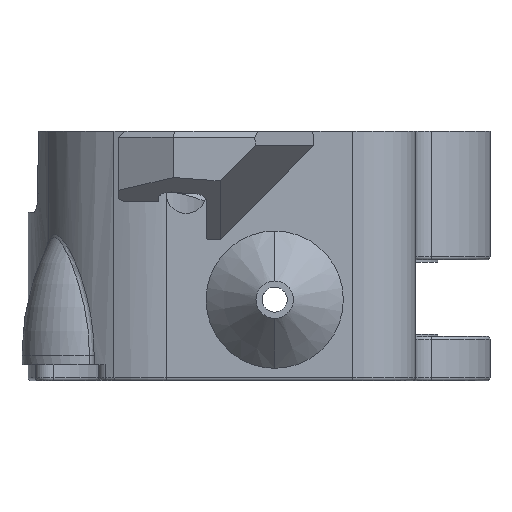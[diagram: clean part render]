
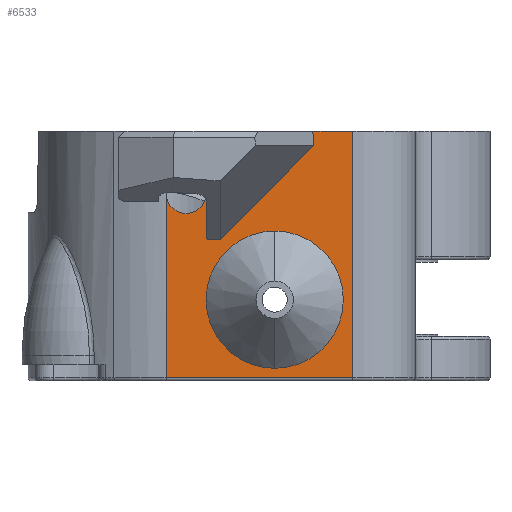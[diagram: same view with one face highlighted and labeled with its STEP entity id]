
A CAD part, front view. The second image highlights one B-rep face of the part: STEP entity #6533.
In plain terms, the highlighted planar face has unit normal (0, -1, 0).
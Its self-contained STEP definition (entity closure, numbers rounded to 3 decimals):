
#486 = CARTESIAN_POINT ( 'NONE',  ( 5.75, -16.35, 13. ) ) ;
#487 = DIRECTION ( 'NONE',  ( 0., 1., 0. ) ) ;
#488 = DIRECTION ( 'NONE',  ( 0., 0., 1. ) ) ;
#847 = CARTESIAN_POINT ( 'NONE',  ( 17., -16.35, 26.5 ) ) ;
#851 = PLANE ( 'NONE',  #6701 ) ;
#856 = DIRECTION ( 'NONE',  ( 0., 1., 0. ) ) ;
#857 = DIRECTION ( 'NONE',  ( 0., 0., 1. ) ) ;
#1115 = DIRECTION ( 'NONE',  ( 0., 0., -1. ) ) ;
#1127 = CARTESIAN_POINT ( 'NONE',  ( 0.25, -16.35, 26.5 ) ) ;
#1175 = DIRECTION ( 'NONE',  ( 1., 0., 0. ) ) ;
#1183 = CARTESIAN_POINT ( 'NONE',  ( 17., -16.35, 26.5 ) ) ;
#1311 = CARTESIAN_POINT ( 'NONE',  ( 8.803, -16.35, 26.5 ) ) ;
#1313 = CARTESIAN_POINT ( 'NONE',  ( 12., -16.35, 6.75 ) ) ;
#1320 = CARTESIAN_POINT ( 'NONE',  ( 12., -16.35, 26.5 ) ) ;
#1321 = CARTESIAN_POINT ( 'NONE',  ( -2.957, -16.35, 26.007 ) ) ;
#1325 = CARTESIAN_POINT ( 'NONE',  ( -2.95, -16.35, 26. ) ) ;
#1354 = CARTESIAN_POINT ( 'NONE',  ( 1.375, -16.35, 17.786 ) ) ;
#1361 = CARTESIAN_POINT ( 'NONE',  ( 0.25, -16.35, 17.867 ) ) ;
#1371 = CARTESIAN_POINT ( 'NONE',  ( -2.957, -16.35, 6.75 ) ) ;
#1409 = CARTESIAN_POINT ( 'NONE',  ( 0.25, -16.35, 21.5 ) ) ;
#1429 = CARTESIAN_POINT ( 'NONE',  ( 8.894, -16.35, 25.367 ) ) ;
#1436 = CARTESIAN_POINT ( 'NONE',  ( -2.95, -16.35, 21.5 ) ) ;
#1543 = CARTESIAN_POINT ( 'NONE',  ( 5.75, -16.35, 18.5 ) ) ;
#1596 = CARTESIAN_POINT ( 'NONE',  ( 5.75, -16.35, 7.5 ) ) ;
#2380 = CARTESIAN_POINT ( 'NONE',  ( 16.293, -16.35, 16.708 ) ) ;
#2381 = CARTESIAN_POINT ( 'NONE',  ( 12., -16.35, 6.75 ) ) ;
#2389 = CARTESIAN_POINT ( 'NONE',  ( -2.957, -16.35, 26.5 ) ) ;
#2390 = DIRECTION ( 'NONE',  ( 0., 0., -1. ) ) ;
#2391 = DIRECTION ( 'NONE',  ( 0., 0., 1. ) ) ;
#2392 = DIRECTION ( 'NONE',  ( 1., 0., 0. ) ) ;
#2393 = CARTESIAN_POINT ( 'NONE',  ( 12., -16.35, 26.5 ) ) ;
#2394 = DIRECTION ( 'NONE',  ( 0., 0., 1. ) ) ;
#2395 = CARTESIAN_POINT ( 'NONE',  ( 8.856, -16.35, 25.845 ) ) ;
#2396 = DIRECTION ( 'NONE',  ( 0.08, 0., -0.997 ) ) ;
#2397 = CARTESIAN_POINT ( 'NONE',  ( 0.25, -16.35, 16.651 ) ) ;
#2398 = CARTESIAN_POINT ( 'NONE',  ( -2.95, -16.35, 21.7 ) ) ;
#2399 = DIRECTION ( 'NONE',  ( 0.704, 0., 0.71 ) ) ;
#2400 = DIRECTION ( 'NONE',  ( -0.997, 0., 0.072 ) ) ;
#2401 = CARTESIAN_POINT ( 'NONE',  ( -1.35, -16.35, 21.5 ) ) ;
#2402 = DIRECTION ( 'NONE',  ( 0., 1., 0. ) ) ;
#2403 = DIRECTION ( 'NONE',  ( 0., 0., -1. ) ) ;
#2404 = CARTESIAN_POINT ( 'NONE',  ( -2.95, -16.35, 26. ) ) ;
#2405 = DIRECTION ( 'NONE',  ( -0.707, 0., 0.707 ) ) ;
#2408 = CARTESIAN_POINT ( 'NONE',  ( 5.75, -16.35, 13. ) ) ;
#2409 = DIRECTION ( 'NONE',  ( 0., 1., 0. ) ) ;
#2410 = DIRECTION ( 'NONE',  ( 0., 0., 1. ) ) ;
#3195 = VERTEX_POINT ( 'NONE', #1436 ) ;
#3208 = VERTEX_POINT ( 'NONE', #1429 ) ;
#3478 = VERTEX_POINT ( 'NONE', #1409 ) ;
#3596 = EDGE_LOOP ( 'NONE', ( #8314, #8196 ) ) ;
#3609 = VERTEX_POINT ( 'NONE', #1371 ) ;
#3705 = VERTEX_POINT ( 'NONE', #1361 ) ;
#3738 = VERTEX_POINT ( 'NONE', #1354 ) ;
#3938 = VERTEX_POINT ( 'NONE', #1325 ) ;
#3956 = EDGE_LOOP ( 'NONE', ( #7862, #8012, #8143, #8498, #8433, #8104, #8328, #7949, #7743, #8337, #8158 ) ) ;
#3975 = VERTEX_POINT ( 'NONE', #1321 ) ;
#3979 = VERTEX_POINT ( 'NONE', #1320 ) ;
#3982 = VERTEX_POINT ( 'NONE', #1313 ) ;
#3984 = VERTEX_POINT ( 'NONE', #1311 ) ;
#4060 = LINE ( 'NONE', #1183, #4063 ) ;
#4063 = VECTOR ( 'NONE', #1175, 1000. ) ;
#4074 = LINE ( 'NONE', #1127, #4081 ) ;
#4081 = VECTOR ( 'NONE', #1115, 1000. ) ;
#4238 = CIRCLE ( 'NONE', #6660, 5.5 ) ;
#4391 = FACE_OUTER_BOUND ( 'NONE', #3956, .T. ) ;
#4395 = FACE_BOUND ( 'NONE', #3596, .T. ) ;
#4610 = LINE ( 'NONE', #2380, #4625 ) ;
#4613 = LINE ( 'NONE', #2389, #4614 ) ;
#4614 = VECTOR ( 'NONE', #2390, 1000. ) ;
#4615 = LINE ( 'NONE', #2381, #4617 ) ;
#4616 = LINE ( 'NONE', #2393, #4619 ) ;
#4617 = VECTOR ( 'NONE', #2392, 1000. ) ;
#4618 = LINE ( 'NONE', #2395, #4621 ) ;
#4619 = VECTOR ( 'NONE', #2394, 1000. ) ;
#4620 = LINE ( 'NONE', #2397, #4623 ) ;
#4621 = VECTOR ( 'NONE', #2396, 1000. ) ;
#4623 = VECTOR ( 'NONE', #2399, 1000. ) ;
#4624 = CIRCLE ( 'NONE', #6292, 1.6 ) ;
#4625 = VECTOR ( 'NONE', #2400, 1000. ) ;
#4626 = LINE ( 'NONE', #2398, #4628 ) ;
#4627 = LINE ( 'NONE', #2404, #4630 ) ;
#4628 = VECTOR ( 'NONE', #2391, 1000. ) ;
#4629 = CIRCLE ( 'NONE', #6293, 5.5 ) ;
#4630 = VECTOR ( 'NONE', #2405, 1000. ) ;
#6204 = EDGE_CURVE ( 'NONE', #3984, #3979, #4060, .T. ) ;
#6292 = AXIS2_PLACEMENT_3D ( 'NONE', #2401, #2402, #2403 ) ;
#6293 = AXIS2_PLACEMENT_3D ( 'NONE', #2408, #2409, #2410 ) ;
#6303 = EDGE_CURVE ( 'NONE', #3478, #3705, #4074, .T. ) ;
#6421 = EDGE_CURVE ( 'NONE', #7520, #7632, #4238, .T. ) ;
#6533 = ADVANCED_FACE ( 'NONE', ( #4391, #4395 ), #851, .F. ) ;
#6660 = AXIS2_PLACEMENT_3D ( 'NONE', #486, #487, #488 ) ;
#6701 = AXIS2_PLACEMENT_3D ( 'NONE', #847, #856, #857 ) ;
#6893 = EDGE_CURVE ( 'NONE', #3975, #3609, #4613, .T. ) ;
#6894 = EDGE_CURVE ( 'NONE', #3609, #3982, #4615, .T. ) ;
#6895 = EDGE_CURVE ( 'NONE', #3982, #3979, #4616, .T. ) ;
#6896 = EDGE_CURVE ( 'NONE', #3984, #3208, #4618, .T. ) ;
#6897 = EDGE_CURVE ( 'NONE', #3738, #3208, #4620, .T. ) ;
#6898 = EDGE_CURVE ( 'NONE', #3738, #3705, #4610, .T. ) ;
#6899 = EDGE_CURVE ( 'NONE', #3478, #3195, #4624, .T. ) ;
#6900 = EDGE_CURVE ( 'NONE', #3195, #3938, #4626, .T. ) ;
#6901 = EDGE_CURVE ( 'NONE', #3938, #3975, #4627, .T. ) ;
#6902 = EDGE_CURVE ( 'NONE', #7632, #7520, #4629, .T. ) ;
#7520 = VERTEX_POINT ( 'NONE', #1543 ) ;
#7632 = VERTEX_POINT ( 'NONE', #1596 ) ;
#7743 = ORIENTED_EDGE ( 'NONE', *, *, #6899, .T. ) ;
#7862 = ORIENTED_EDGE ( 'NONE', *, *, #6893, .T. ) ;
#7949 = ORIENTED_EDGE ( 'NONE', *, *, #6303, .F. ) ;
#8012 = ORIENTED_EDGE ( 'NONE', *, *, #6894, .T. ) ;
#8104 = ORIENTED_EDGE ( 'NONE', *, *, #6897, .F. ) ;
#8143 = ORIENTED_EDGE ( 'NONE', *, *, #6895, .T. ) ;
#8158 = ORIENTED_EDGE ( 'NONE', *, *, #6901, .T. ) ;
#8196 = ORIENTED_EDGE ( 'NONE', *, *, #6902, .T. ) ;
#8314 = ORIENTED_EDGE ( 'NONE', *, *, #6421, .T. ) ;
#8328 = ORIENTED_EDGE ( 'NONE', *, *, #6898, .T. ) ;
#8337 = ORIENTED_EDGE ( 'NONE', *, *, #6900, .T. ) ;
#8433 = ORIENTED_EDGE ( 'NONE', *, *, #6896, .T. ) ;
#8498 = ORIENTED_EDGE ( 'NONE', *, *, #6204, .F. ) ;
